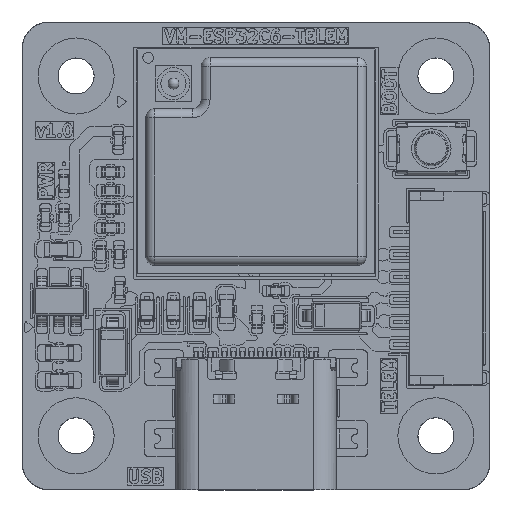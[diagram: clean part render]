
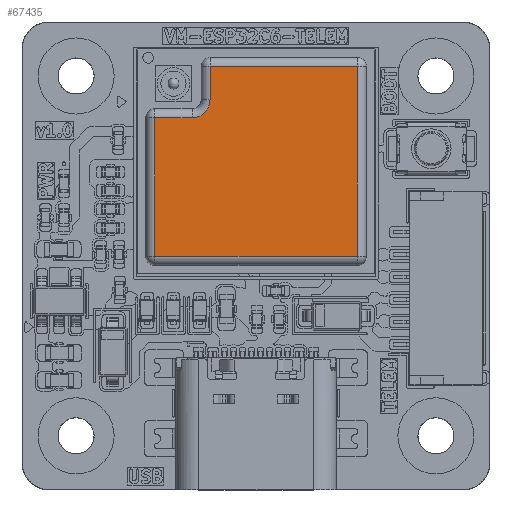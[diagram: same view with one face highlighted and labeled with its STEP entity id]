
A CAD part, top view. The second image highlights one B-rep face of the part: STEP entity #67435.
In plain terms, the highlighted planar face has unit normal (0, 0, 1).
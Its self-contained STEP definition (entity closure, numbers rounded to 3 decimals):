
#67371=CARTESIAN_POINT('',(0.002,5.248,3.575));
#67372=DIRECTION('',(0.,0.,1.));
#67373=DIRECTION('',(1.,0.,0.));
#67374=AXIS2_PLACEMENT_3D('',#67371,#67372,#67373);
#67375=PLANE('',#67374);
#67376=CARTESIAN_POINT('',(5.627,-0.027,3.575));
#67377=VERTEX_POINT('',#67376);
#67378=CARTESIAN_POINT('',(5.627,10.523,3.575));
#67379=VERTEX_POINT('',#67378);
#67380=CARTESIAN_POINT('',(5.627,-0.027,3.575));
#67381=DIRECTION('',(0.,1.,0.));
#67382=VECTOR('',#67381,10.55);
#67383=LINE('',#67380,#67382);
#67384=EDGE_CURVE('',#67377,#67379,#67383,.T.);
#67385=ORIENTED_EDGE('',*,*,#67384,.T.);
#67386=CARTESIAN_POINT('',(-2.553,10.523,3.575));
#67387=VERTEX_POINT('',#67386);
#67388=CARTESIAN_POINT('',(5.627,10.523,3.575));
#67389=DIRECTION('',(-1.,-0.,0.));
#67390=VECTOR('',#67389,8.18);
#67391=LINE('',#67388,#67390);
#67392=EDGE_CURVE('',#67379,#67387,#67391,.T.);
#67393=ORIENTED_EDGE('',*,*,#67392,.T.);
#67394=CARTESIAN_POINT('',(-2.553,8.673,3.575));
#67395=VERTEX_POINT('',#67394);
#67396=CARTESIAN_POINT('',(-2.553,10.523,3.575));
#67397=DIRECTION('',(-0.,-1.,-0.));
#67398=VECTOR('',#67397,1.85);
#67399=LINE('',#67396,#67398);
#67400=EDGE_CURVE('',#67387,#67395,#67399,.T.);
#67401=ORIENTED_EDGE('',*,*,#67400,.T.);
#67402=CARTESIAN_POINT('',(-3.553,7.673,3.575));
#67403=VERTEX_POINT('',#67402);
#67404=CARTESIAN_POINT('',(-3.553,8.673,3.575));
#67405=DIRECTION('',(0.,0.,1.));
#67406=DIRECTION('',(1.,0.,-0.));
#67407=AXIS2_PLACEMENT_3D('',#67404,#67405,#67406);
#67408=CIRCLE('',#67407,1.);
#67409=EDGE_CURVE('',#67403,#67395,#67408,.T.);
#67410=ORIENTED_EDGE('',*,*,#67409,.F.);
#67411=CARTESIAN_POINT('',(-5.623,7.673,3.575));
#67412=VERTEX_POINT('',#67411);
#67413=CARTESIAN_POINT('',(-3.553,7.673,3.575));
#67414=DIRECTION('',(-1.,-0.,0.));
#67415=VECTOR('',#67414,2.07);
#67416=LINE('',#67413,#67415);
#67417=EDGE_CURVE('',#67403,#67412,#67416,.T.);
#67418=ORIENTED_EDGE('',*,*,#67417,.T.);
#67419=CARTESIAN_POINT('',(-5.623,-0.027,3.575));
#67420=VERTEX_POINT('',#67419);
#67421=CARTESIAN_POINT('',(-5.623,7.673,3.575));
#67422=DIRECTION('',(-0.,-1.,-0.));
#67423=VECTOR('',#67422,7.7);
#67424=LINE('',#67421,#67423);
#67425=EDGE_CURVE('',#67412,#67420,#67424,.T.);
#67426=ORIENTED_EDGE('',*,*,#67425,.T.);
#67427=CARTESIAN_POINT('',(-5.623,-0.027,3.575));
#67428=DIRECTION('',(1.,0.,-0.));
#67429=VECTOR('',#67428,11.25);
#67430=LINE('',#67427,#67429);
#67431=EDGE_CURVE('',#67420,#67377,#67430,.T.);
#67432=ORIENTED_EDGE('',*,*,#67431,.T.);
#67433=EDGE_LOOP('',(#67385,#67393,#67401,#67410,#67418,#67426,#67432));
#67434=FACE_BOUND('',#67433,.T.);
#67435=ADVANCED_FACE('',(#67434),#67375,.T.);
